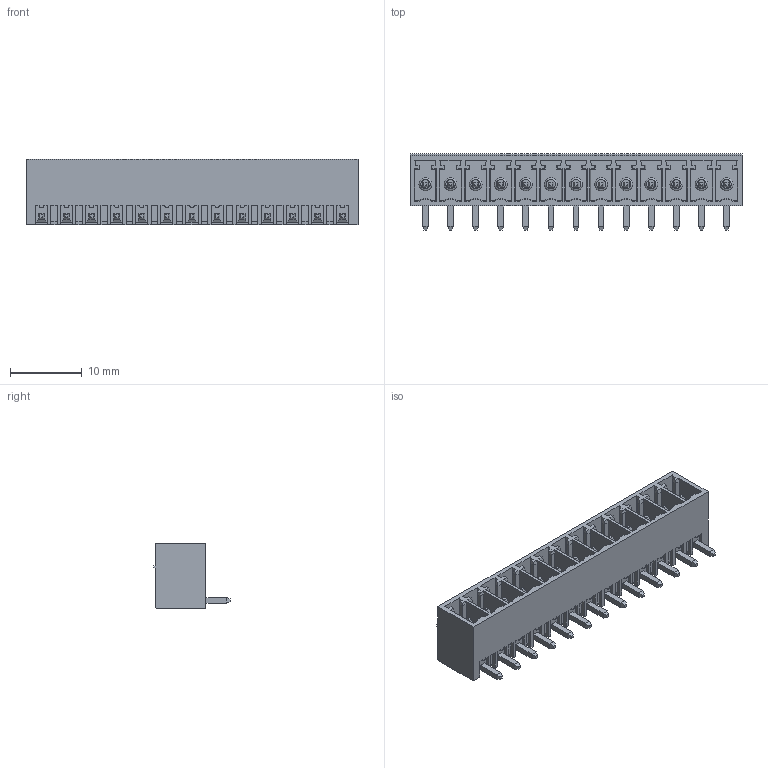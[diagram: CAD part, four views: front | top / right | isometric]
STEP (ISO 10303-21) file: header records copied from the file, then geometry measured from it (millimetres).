
FILE_DESCRIPTION(('STEP AP214'),'1');
FILE_NAME('PV13-3,5-H-P.stp','2018-11-29T15:36:32',(' '),(' '),'Spatial InterOp 3D',' ',' ');
FILE_SCHEMA(('AUTOMOTIVE_DESIGN { 1 0 10303 214 1 1 1 1 }'));
Length unit declared in the file: metre
Products named in the file (1): 1
Bounding box: 46.3 x 10.65 x 9.2 mm (x, y, z)
Volume: 1583.9 mm3; surface area: 3951.5 mm2
Topology: 1 solids, 1 shells, 785 faces, 2076 edges, 1332 vertices
Faces by surface type: plane 719, cylinder 40, cone 13, torus 13
Full cylindrical faces by diameter (mm): 1.8 x13
Entity records: 29744 total; most frequent: CARTESIAN_POINT 4220, ORIENTED_EDGE 4074, DIRECTION 3689, EDGE_CURVE 2037, LINE 1905, VECTOR 1905, VERTEX_POINT 1319, AXIS2_PLACEMENT_3D 892
